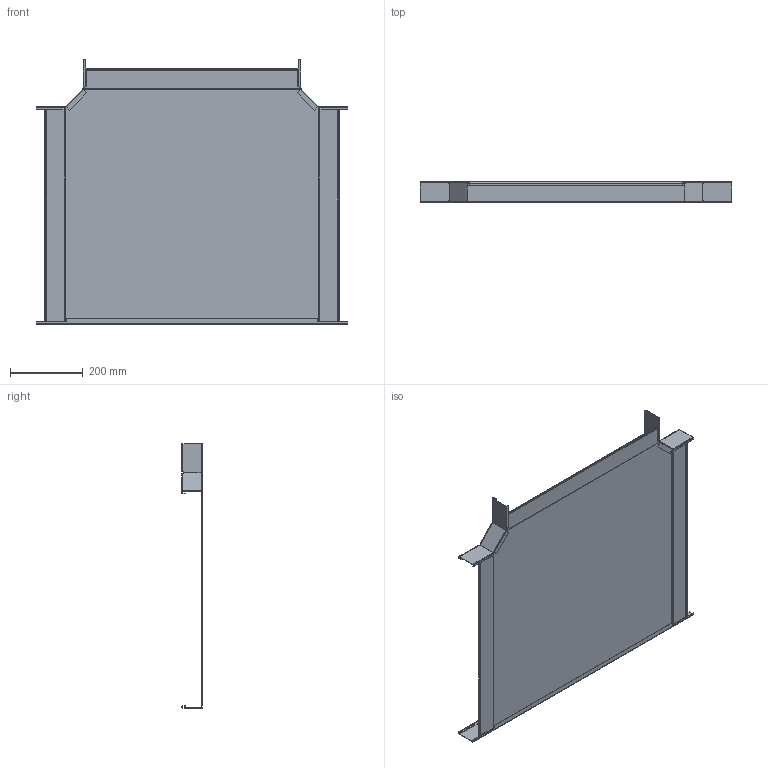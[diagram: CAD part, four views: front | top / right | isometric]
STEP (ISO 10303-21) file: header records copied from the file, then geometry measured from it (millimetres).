
FILE_DESCRIPTION (( 'STEP AP214' ), '1' );
FILE_NAME ('6038112.STEP', '2024-11-05T10:26:12', ( '' ), ( '' ), 'SwSTEP 2.0', 'SolidWorks 2022', '' );
FILE_SCHEMA (( 'AUTOMOTIVE_DESIGN' ));
Length unit declared in the file: millimetre
Products named in the file (4): 172093_600; 172072_600; 167655_60x90°; 6038112
Assembly tree (4 placements, depth 2):
  6038112
    172072_600
    167655_60x90°  x2
    172093_600
Bounding box: 854 x 57 x 724.99 mm (x, y, z)
Volume: 676069.1 mm3; surface area: 1307534.7 mm2
Topology: 4 solids, 4 shells, 280 faces, 624 edges, 352 vertices
Faces by surface type: plane 176, cylinder 88, bspline 16
Entity records: 6102 total; most frequent: CARTESIAN_POINT 1549, ORIENTED_EDGE 908, DIRECTION 848, EDGE_CURVE 454, VECTOR 290, LINE 290, AXIS2_PLACEMENT_3D 279, VERTEX_POINT 260
